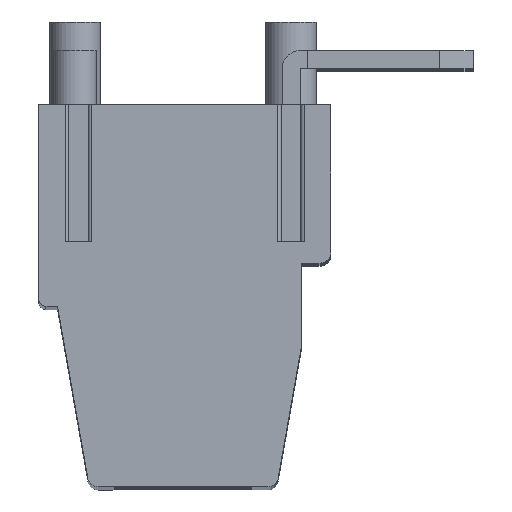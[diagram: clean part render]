
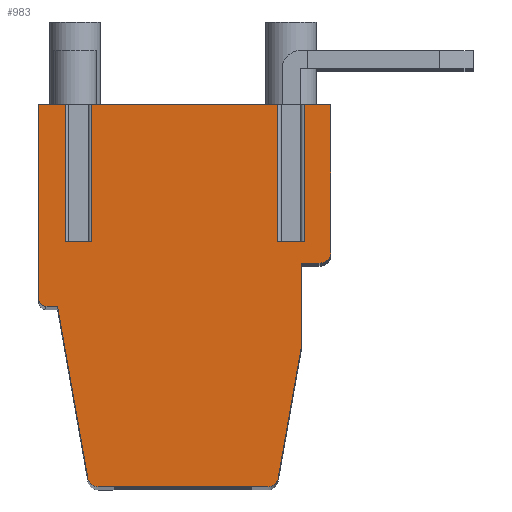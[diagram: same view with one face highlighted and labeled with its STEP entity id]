
A CAD part, top view. The second image highlights one B-rep face of the part: STEP entity #983.
In plain terms, the highlighted planar face has unit normal (0, 0, 1).
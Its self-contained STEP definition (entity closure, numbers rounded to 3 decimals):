
#983 = ADVANCED_FACE( '', ( #2270 ), #2271, .F. );
#2270 = FACE_OUTER_BOUND( '', #3890, .T. );
#2271 = PLANE( '', #3891 );
#3890 = EDGE_LOOP( '', ( #6846, #6847, #6848, #6849, #6850, #6851, #6852, #6853, #6854, #6855, #6856, #6857, #6858, #6859, #6860, #6861, #6862, #6863, #6864, #6865, #6866 ) );
#3891 = AXIS2_PLACEMENT_3D( '', #6867, #6868, #6869 );
#6846 = ORIENTED_EDGE( '', *, *, #10776, .T. );
#6847 = ORIENTED_EDGE( '', *, *, #10777, .T. );
#6848 = ORIENTED_EDGE( '', *, *, #9715, .T. );
#6849 = ORIENTED_EDGE( '', *, *, #10293, .T. );
#6850 = ORIENTED_EDGE( '', *, *, #10778, .T. );
#6851 = ORIENTED_EDGE( '', *, *, #10106, .F. );
#6852 = ORIENTED_EDGE( '', *, *, #10161, .T. );
#6853 = ORIENTED_EDGE( '', *, *, #10584, .T. );
#6854 = ORIENTED_EDGE( '', *, *, #10356, .T. );
#6855 = ORIENTED_EDGE( '', *, *, #10524, .F. );
#6856 = ORIENTED_EDGE( '', *, *, #10779, .T. );
#6857 = ORIENTED_EDGE( '', *, *, #10780, .T. );
#6858 = ORIENTED_EDGE( '', *, *, #10781, .T. );
#6859 = ORIENTED_EDGE( '', *, *, #10782, .T. );
#6860 = ORIENTED_EDGE( '', *, *, #9943, .T. );
#6861 = ORIENTED_EDGE( '', *, *, #10486, .F. );
#6862 = ORIENTED_EDGE( '', *, *, #10783, .F. );
#6863 = ORIENTED_EDGE( '', *, *, #10784, .T. );
#6864 = ORIENTED_EDGE( '', *, *, #10785, .T. );
#6865 = ORIENTED_EDGE( '', *, *, #10786, .T. );
#6866 = ORIENTED_EDGE( '', *, *, #10787, .T. );
#6867 = CARTESIAN_POINT( '', ( -50.048, 1.043, -7.5 ) );
#6868 = DIRECTION( '', ( 0., 0., -1. ) );
#6869 = DIRECTION( '', ( 0., -1., 0. ) );
#9715 = EDGE_CURVE( '', #11675, #11673, #11676, .T. );
#9943 = EDGE_CURVE( '', #12077, #12074, #12078, .T. );
#10106 = EDGE_CURVE( '', #12354, #12350, #12356, .T. );
#10161 = EDGE_CURVE( '', #12354, #12451, #12453, .T. );
#10293 = EDGE_CURVE( '', #11673, #12673, #12676, .F. );
#10356 = EDGE_CURVE( '', #12773, #12777, #12779, .T. );
#10486 = EDGE_CURVE( '', #12988, #12074, #12990, .T. );
#10524 = EDGE_CURVE( '', #13050, #12777, #13052, .T. );
#10584 = EDGE_CURVE( '', #12451, #12773, #13143, .T. );
#10776 = EDGE_CURVE( '', #13420, #13421, #13422, .T. );
#10777 = EDGE_CURVE( '', #13421, #11675, #13423, .T. );
#10778 = EDGE_CURVE( '', #12673, #12350, #13424, .T. );
#10779 = EDGE_CURVE( '', #13050, #13425, #13426, .T. );
#10780 = EDGE_CURVE( '', #13425, #13427, #13428, .T. );
#10781 = EDGE_CURVE( '', #13427, #13429, #13430, .T. );
#10782 = EDGE_CURVE( '', #13429, #12077, #13431, .T. );
#10783 = EDGE_CURVE( '', #13432, #12988, #13433, .T. );
#10784 = EDGE_CURVE( '', #13432, #13434, #13435, .T. );
#10785 = EDGE_CURVE( '', #13434, #13436, #13437, .T. );
#10786 = EDGE_CURVE( '', #13436, #13438, #13439, .T. );
#10787 = EDGE_CURVE( '', #13438, #13420, #13440, .F. );
#11673 = VERTEX_POINT( '', #14572 );
#11675 = VERTEX_POINT( '', #14574 );
#11676 = LINE( '', #14575, #14576 );
#12074 = VERTEX_POINT( '', #15148 );
#12077 = VERTEX_POINT( '', #15152 );
#12078 = LINE( '', #15153, #15154 );
#12350 = VERTEX_POINT( '', #15540 );
#12354 = VERTEX_POINT( '', #15546 );
#12356 = LINE( '', #15549, #15550 );
#12451 = VERTEX_POINT( '', #15695 );
#12453 = CIRCLE( '', #15698, 0.198 );
#12673 = VERTEX_POINT( '', #16025 );
#12676 = LINE( '', #16028, #16029 );
#12773 = VERTEX_POINT( '', #16164 );
#12777 = VERTEX_POINT( '', #16170 );
#12779 = LINE( '', #16173, #16174 );
#12988 = VERTEX_POINT( '', #16475 );
#12990 = CIRCLE( '', #16478, 0.298 );
#13050 = VERTEX_POINT( '', #16568 );
#13052 = CIRCLE( '', #16571, 0.298 );
#13143 = LINE( '', #16706, #16707 );
#13420 = VERTEX_POINT( '', #17122 );
#13421 = VERTEX_POINT( '', #17123 );
#13422 = LINE( '', #17124, #17125 );
#13423 = LINE( '', #17126, #17127 );
#13424 = LINE( '', #17128, #17129 );
#13425 = VERTEX_POINT( '', #17130 );
#13426 = LINE( '', #17131, #17132 );
#13427 = VERTEX_POINT( '', #17133 );
#13428 = CIRCLE( '', #17134, 0.298 );
#13429 = VERTEX_POINT( '', #17135 );
#13430 = LINE( '', #17136, #17137 );
#13431 = LINE( '', #17138, #17139 );
#13432 = VERTEX_POINT( '', #17140 );
#13433 = LINE( '', #17141, #17142 );
#13434 = VERTEX_POINT( '', #17143 );
#13435 = LINE( '', #17144, #17145 );
#13436 = VERTEX_POINT( '', #17146 );
#13437 = LINE( '', #17147, #17148 );
#13438 = VERTEX_POINT( '', #17149 );
#13439 = LINE( '', #17150, #17151 );
#13440 = LINE( '', #17152, #17153 );
#14572 = CARTESIAN_POINT( '', ( -53.32, -2.757, -7.5 ) );
#14574 = CARTESIAN_POINT( '', ( -52.58, -2.757, -7.5 ) );
#14575 = CARTESIAN_POINT( '', ( -52.63, -2.757, -7.5 ) );
#14576 = VECTOR( '', #18546, 1000. );
#15148 = CARTESIAN_POINT( '', ( -46.248, -3.353, -7.5 ) );
#15152 = CARTESIAN_POINT( '', ( -46.764, -3.353, -7.5 ) );
#15153 = CARTESIAN_POINT( '', ( -46.764, -3.353, -7.5 ) );
#15154 = VECTOR( '', #18765, 1000. );
#15540 = CARTESIAN_POINT( '', ( -54.046, 1.043, -7.5 ) );
#15546 = CARTESIAN_POINT( '', ( -54.046, -4.355, -7.5 ) );
#15549 = CARTESIAN_POINT( '', ( -54.046, -4.355, -7.5 ) );
#15550 = VECTOR( '', #18919, 1000. );
#15695 = CARTESIAN_POINT( '', ( -53.848, -4.553, -7.5 ) );
#15698 = AXIS2_PLACEMENT_3D( '', #18973, #18974, #18975 );
#16025 = CARTESIAN_POINT( '', ( -53.32, 1.043, -7.5 ) );
#16028 = CARTESIAN_POINT( '', ( -53.32, 1.043, -7.5 ) );
#16029 = VECTOR( '', #19096, 1000. );
#16164 = CARTESIAN_POINT( '', ( -53.527, -4.553, -7.5 ) );
#16170 = CARTESIAN_POINT( '', ( -52.695, -9.275, -7.5 ) );
#16173 = CARTESIAN_POINT( '', ( -53.527, -4.553, -7.5 ) );
#16174 = VECTOR( '', #19162, 1000. );
#16475 = CARTESIAN_POINT( '', ( -45.95, -3.055, -7.5 ) );
#16478 = AXIS2_PLACEMENT_3D( '', #19285, #19286, #19287 );
#16568 = CARTESIAN_POINT( '', ( -52.398, -9.558, -7.5 ) );
#16571 = AXIS2_PLACEMENT_3D( '', #19321, #19322, #19323 );
#16706 = CARTESIAN_POINT( '', ( -53.848, -4.553, -7.5 ) );
#16707 = VECTOR( '', #19371, 1000. );
#17122 = CARTESIAN_POINT( '', ( -47.42, 1.043, -7.5 ) );
#17123 = CARTESIAN_POINT( '', ( -52.58, 1.043, -7.5 ) );
#17124 = CARTESIAN_POINT( '', ( -50.048, 1.043, -7.5 ) );
#17125 = VECTOR( '', #19546, 1000. );
#17126 = CARTESIAN_POINT( '', ( -52.58, 1.043, -7.5 ) );
#17127 = VECTOR( '', #19547, 1000. );
#17128 = CARTESIAN_POINT( '', ( -50.048, 1.043, -7.5 ) );
#17129 = VECTOR( '', #19548, 1000. );
#17130 = CARTESIAN_POINT( '', ( -47.698, -9.558, -7.5 ) );
#17131 = CARTESIAN_POINT( '', ( -52.398, -9.558, -7.5 ) );
#17132 = VECTOR( '', #19549, 1000. );
#17133 = CARTESIAN_POINT( '', ( -47.401, -9.275, -7.5 ) );
#17134 = AXIS2_PLACEMENT_3D( '', #19550, #19551, #19552 );
#17135 = CARTESIAN_POINT( '', ( -46.764, -5.661, -7.5 ) );
#17136 = CARTESIAN_POINT( '', ( -47.405, -9.298, -7.5 ) );
#17137 = VECTOR( '', #19553, 1000. );
#17138 = CARTESIAN_POINT( '', ( -46.764, -5.661, -7.5 ) );
#17139 = VECTOR( '', #19554, 1000. );
#17140 = CARTESIAN_POINT( '', ( -45.95, 1.043, -7.5 ) );
#17141 = CARTESIAN_POINT( '', ( -45.95, 1.043, -7.5 ) );
#17142 = VECTOR( '', #19555, 1000. );
#17143 = CARTESIAN_POINT( '', ( -46.68, 1.043, -7.5 ) );
#17144 = CARTESIAN_POINT( '', ( -50.048, 1.043, -7.5 ) );
#17145 = VECTOR( '', #19556, 1000. );
#17146 = CARTESIAN_POINT( '', ( -46.68, -2.757, -7.5 ) );
#17147 = CARTESIAN_POINT( '', ( -46.68, 1.043, -7.5 ) );
#17148 = VECTOR( '', #19557, 1000. );
#17149 = CARTESIAN_POINT( '', ( -47.42, -2.757, -7.5 ) );
#17150 = CARTESIAN_POINT( '', ( -46.73, -2.757, -7.5 ) );
#17151 = VECTOR( '', #19558, 1000. );
#17152 = CARTESIAN_POINT( '', ( -47.42, 1.043, -7.5 ) );
#17153 = VECTOR( '', #19559, 1000. );
#18546 = DIRECTION( '', ( -1., 0., 0. ) );
#18765 = DIRECTION( '', ( 1., 0., 0. ) );
#18919 = DIRECTION( '', ( 0., 1., 0. ) );
#18973 = CARTESIAN_POINT( '', ( -53.848, -4.355, -7.5 ) );
#18974 = DIRECTION( '', ( 0., 0., 1. ) );
#18975 = DIRECTION( '', ( -1., 0., 0. ) );
#19096 = DIRECTION( '', ( 0., -1., 0. ) );
#19162 = DIRECTION( '', ( 0.174, -0.985, 0. ) );
#19285 = CARTESIAN_POINT( '', ( -46.248, -3.055, -7.5 ) );
#19286 = DIRECTION( '', ( 0., 0., -1. ) );
#19287 = DIRECTION( '', ( 1., 0., 0. ) );
#19321 = CARTESIAN_POINT( '', ( -52.398, -9.26, -7.5 ) );
#19322 = DIRECTION( '', ( 0., 0., -1. ) );
#19323 = DIRECTION( '', ( 0., -1., 0. ) );
#19371 = DIRECTION( '', ( 1., 0., 0. ) );
#19546 = DIRECTION( '', ( -1., 0., 0. ) );
#19547 = DIRECTION( '', ( 0., -1., 0. ) );
#19548 = DIRECTION( '', ( -1., 0., 0. ) );
#19549 = DIRECTION( '', ( 1., 0., 0. ) );
#19550 = CARTESIAN_POINT( '', ( -47.698, -9.26, -7.5 ) );
#19551 = DIRECTION( '', ( 0., 0., 1. ) );
#19552 = DIRECTION( '', ( 0., -1., 0. ) );
#19553 = DIRECTION( '', ( 0.174, 0.985, 0. ) );
#19554 = DIRECTION( '', ( 0., 1., 0. ) );
#19555 = DIRECTION( '', ( 0., -1., 0. ) );
#19556 = DIRECTION( '', ( -1., 0., 0. ) );
#19557 = DIRECTION( '', ( 0., -1., 0. ) );
#19558 = DIRECTION( '', ( -1., 0., 0. ) );
#19559 = DIRECTION( '', ( 0., -1., 0. ) );
